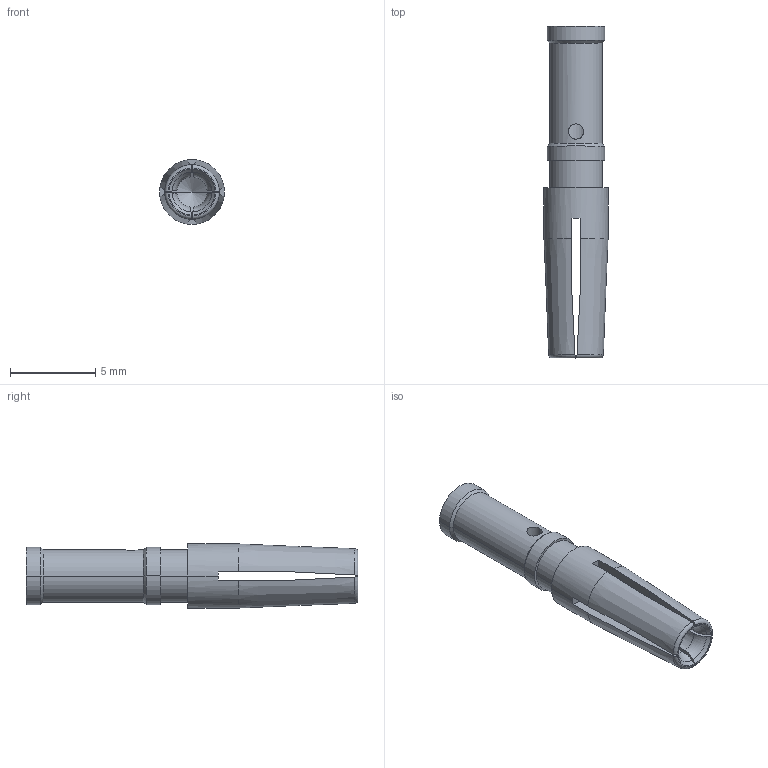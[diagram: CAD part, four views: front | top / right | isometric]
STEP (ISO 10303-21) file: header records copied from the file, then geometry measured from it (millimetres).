
FILE_DESCRIPTION((''),'2;1');
FILE_NAME('3D_1010322200911_M40-AFC30G-15','2017-07-14T',('zm.lin'),(''),'PRO/ENGINEER BY PARAMETRIC TECHNOLOGY CORPORATION, 2012480','PRO/ENGINEER BY PARAMETRIC TECHNOLOGY CORPORATION, 2012480','');
FILE_SCHEMA(('CONFIG_CONTROL_DESIGN'));
Length unit declared in the file: millimetre
Products named in the file (1): 3D_1010322200911_M40-AFC30G-15
Bounding box: 3.8 x 19.5 x 3.8 mm (x, y, z)
Volume: 110.7 mm3; surface area: 360.5 mm2
Topology: 1 solids, 1 shells, 73 faces, 216 edges, 144 vertices
Faces by surface type: plane 27, cone 22, cylinder 16, torus 8
Entity records: 3530 total; most frequent: CARTESIAN_POINT 778, ORIENTED_EDGE 424, DIRECTION 368, PRESENTATION_STYLE_ASSIGNMENT 213, STYLED_ITEM 213, CURVE_STYLE 212, EDGE_CURVE 212, COLOUR_RGB 177
